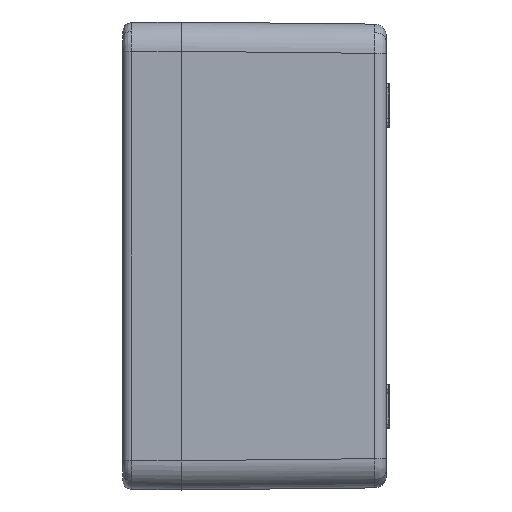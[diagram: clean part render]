
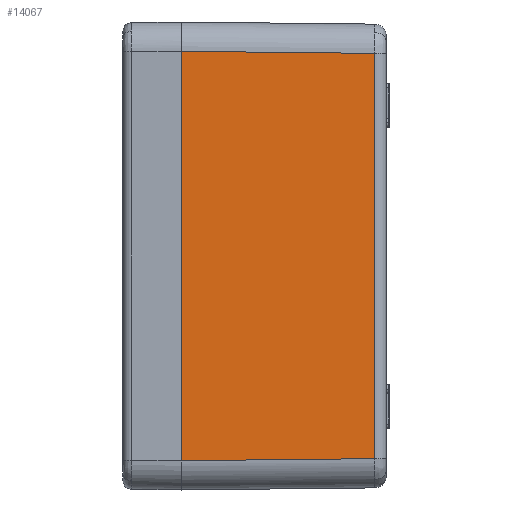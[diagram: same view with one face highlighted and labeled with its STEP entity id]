
A CAD part, left-side view. The second image highlights one B-rep face of the part: STEP entity #14067.
In plain terms, the highlighted planar face has unit normal (-1, -0.011, 0).
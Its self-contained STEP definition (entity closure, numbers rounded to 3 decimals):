
#732=PLANE('',#15829);
#1255=LINE('',#24999,#1987);
#1390=LINE('',#27466,#2122);
#1391=LINE('',#27467,#2123);
#1392=LINE('',#27468,#2124);
#1987=VECTOR('',#19474,1000.);
#2122=VECTOR('',#19761,1000.);
#2123=VECTOR('',#19762,1000.);
#2124=VECTOR('',#19763,1000.);
#3486=FACE_OUTER_BOUND('',#4513,.T.);
#4513=EDGE_LOOP('',(#11958,#11959,#11960,#11961));
#6671=VERTEX_POINT('',#24398);
#6786=VERTEX_POINT('',#24997);
#6787=VERTEX_POINT('',#24998);
#6951=VERTEX_POINT('',#27465);
#8484=EDGE_CURVE('',#6786,#6787,#1255,.T.);
#8735=EDGE_CURVE('',#6786,#6951,#1390,.T.);
#8736=EDGE_CURVE('',#6951,#6671,#1391,.T.);
#8737=EDGE_CURVE('',#6671,#6787,#1392,.T.);
#11958=ORIENTED_EDGE('',*,*,#8735,.T.);
#11959=ORIENTED_EDGE('',*,*,#8736,.T.);
#11960=ORIENTED_EDGE('',*,*,#8737,.T.);
#11961=ORIENTED_EDGE('',*,*,#8484,.F.);
#14067=ADVANCED_FACE('',(#3486),#732,.T.);
#15829=AXIS2_PLACEMENT_3D('',#27464,#19759,#19760);
#19474=DIRECTION('',(0.,0.,1.));
#19759=DIRECTION('center_axis',(-1.,-0.01,
0.));
#19760=DIRECTION('ref_axis',(0.01,-1.,0.));
#19761=DIRECTION('',(0.01,-1.,0.01));
#19762=DIRECTION('',(0.,0.,1.));
#19763=DIRECTION('',(-0.01,1.,0.01));
#24398=CARTESIAN_POINT('',(-279.282,-66.542,69.283));
#24997=CARTESIAN_POINT('',(-279.974,-0.5,-69.974));
#24998=CARTESIAN_POINT('',(-279.974,-0.5,69.974));
#24999=CARTESIAN_POINT('',(-279.974,-0.5,-80.));
#27464=CARTESIAN_POINT('Origin',(-280.,2.,-80.));
#27465=CARTESIAN_POINT('',(-279.282,-66.542,-69.283));
#27466=CARTESIAN_POINT('',(-280.001,2.105,-70.002));
#27467=CARTESIAN_POINT('',(-279.282,-66.542,69.241));
#27468=CARTESIAN_POINT('',(-279.984,0.429,69.984));
